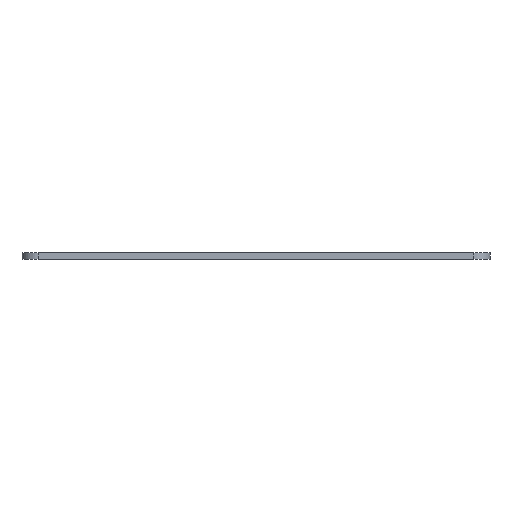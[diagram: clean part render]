
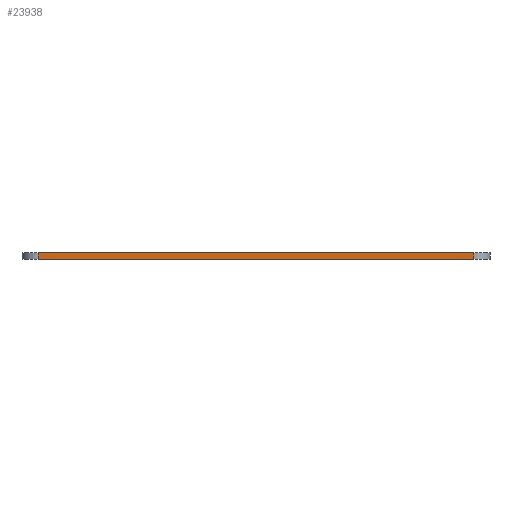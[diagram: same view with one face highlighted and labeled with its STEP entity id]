
A CAD part, left-side view. The second image highlights one B-rep face of the part: STEP entity #23938.
In plain terms, the highlighted planar face has unit normal (-1, 0, 0).
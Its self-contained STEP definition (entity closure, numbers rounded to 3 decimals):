
#83 = PLANE('',#84);
#84 = AXIS2_PLACEMENT_3D('',#85,#86,#87);
#85 = CARTESIAN_POINT('',(119.38,-89.535,1.6));
#86 = DIRECTION('',(-0.,-0.,-1.));
#87 = DIRECTION('',(-1.,0.,0.));
#111 = CYLINDRICAL_SURFACE('',#112,3.81);
#112 = AXIS2_PLACEMENT_3D('',#113,#114,#115);
#113 = CARTESIAN_POINT('',(38.735,-140.335,0.));
#114 = DIRECTION('',(-0.,-0.,-1.));
#115 = DIRECTION('',(1.,0.,-0.));
#137 = PLANE('',#138);
#138 = AXIS2_PLACEMENT_3D('',#139,#140,#141);
#139 = CARTESIAN_POINT('',(119.38,-89.535,0.));
#140 = DIRECTION('',(-0.,-0.,-1.));
#141 = DIRECTION('',(-1.,0.,0.));
#238 = EDGE_CURVE('',#239,#241,#243,.T.);
#239 = VERTEX_POINT('',#240);
#240 = CARTESIAN_POINT('',(34.925,-140.335,0.));
#241 = VERTEX_POINT('',#242);
#242 = CARTESIAN_POINT('',(34.925,-140.335,1.6));
#243 = SURFACE_CURVE('',#244,(#248,#255),.PCURVE_S1.);
#244 = LINE('',#245,#246);
#245 = CARTESIAN_POINT('',(34.925,-140.335,0.));
#246 = VECTOR('',#247,1.);
#247 = DIRECTION('',(0.,0.,1.));
#248 = PCURVE('',#111,#249);
#249 = DEFINITIONAL_REPRESENTATION('',(#250),#254);
#250 = LINE('',#251,#252);
#251 = CARTESIAN_POINT('',(-3.142,0.));
#252 = VECTOR('',#253,1.);
#253 = DIRECTION('',(-0.,-1.));
#254 = ( GEOMETRIC_REPRESENTATION_CONTEXT(2) 
PARAMETRIC_REPRESENTATION_CONTEXT() REPRESENTATION_CONTEXT('2D SPACE',''
  ) );
#255 = PCURVE('',#256,#261);
#256 = PLANE('',#257);
#257 = AXIS2_PLACEMENT_3D('',#258,#259,#260);
#258 = CARTESIAN_POINT('',(34.925,-140.335,0.));
#259 = DIRECTION('',(-1.,0.,0.));
#260 = DIRECTION('',(0.,1.,0.));
#261 = DEFINITIONAL_REPRESENTATION('',(#262),#266);
#262 = LINE('',#263,#264);
#263 = CARTESIAN_POINT('',(0.,0.));
#264 = VECTOR('',#265,1.);
#265 = DIRECTION('',(0.,-1.));
#266 = ( GEOMETRIC_REPRESENTATION_CONTEXT(2) 
PARAMETRIC_REPRESENTATION_CONTEXT() REPRESENTATION_CONTEXT('2D SPACE',''
  ) );
#326 = EDGE_CURVE('',#239,#327,#329,.T.);
#327 = VERTEX_POINT('',#328);
#328 = CARTESIAN_POINT('',(34.925,-38.735,0.));
#329 = SURFACE_CURVE('',#330,(#334,#341),.PCURVE_S1.);
#330 = LINE('',#331,#332);
#331 = CARTESIAN_POINT('',(34.925,-140.335,0.));
#332 = VECTOR('',#333,1.);
#333 = DIRECTION('',(0.,1.,0.));
#334 = PCURVE('',#137,#335);
#335 = DEFINITIONAL_REPRESENTATION('',(#336),#340);
#336 = LINE('',#337,#338);
#337 = CARTESIAN_POINT('',(84.455,-50.8));
#338 = VECTOR('',#339,1.);
#339 = DIRECTION('',(0.,1.));
#340 = ( GEOMETRIC_REPRESENTATION_CONTEXT(2) 
PARAMETRIC_REPRESENTATION_CONTEXT() REPRESENTATION_CONTEXT('2D SPACE',''
  ) );
#341 = PCURVE('',#256,#342);
#342 = DEFINITIONAL_REPRESENTATION('',(#343),#347);
#343 = LINE('',#344,#345);
#344 = CARTESIAN_POINT('',(0.,0.));
#345 = VECTOR('',#346,1.);
#346 = DIRECTION('',(1.,0.));
#347 = ( GEOMETRIC_REPRESENTATION_CONTEXT(2) 
PARAMETRIC_REPRESENTATION_CONTEXT() REPRESENTATION_CONTEXT('2D SPACE',''
  ) );
#370 = CYLINDRICAL_SURFACE('',#371,3.81);
#371 = AXIS2_PLACEMENT_3D('',#372,#373,#374);
#372 = CARTESIAN_POINT('',(38.735,-38.735,0.));
#373 = DIRECTION('',(-0.,-0.,-1.));
#374 = DIRECTION('',(1.,0.,-0.));
#13044 = EDGE_CURVE('',#241,#13045,#13047,.T.);
#13045 = VERTEX_POINT('',#13046);
#13046 = CARTESIAN_POINT('',(34.925,-38.735,1.6));
#13047 = SURFACE_CURVE('',#13048,(#13052,#13059),.PCURVE_S1.);
#13048 = LINE('',#13049,#13050);
#13049 = CARTESIAN_POINT('',(34.925,-140.335,1.6));
#13050 = VECTOR('',#13051,1.);
#13051 = DIRECTION('',(0.,1.,0.));
#13052 = PCURVE('',#83,#13053);
#13053 = DEFINITIONAL_REPRESENTATION('',(#13054),#13058);
#13054 = LINE('',#13055,#13056);
#13055 = CARTESIAN_POINT('',(84.455,-50.8));
#13056 = VECTOR('',#13057,1.);
#13057 = DIRECTION('',(0.,1.));
#13058 = ( GEOMETRIC_REPRESENTATION_CONTEXT(2) 
PARAMETRIC_REPRESENTATION_CONTEXT() REPRESENTATION_CONTEXT('2D SPACE',''
  ) );
#13059 = PCURVE('',#256,#13060);
#13060 = DEFINITIONAL_REPRESENTATION('',(#13061),#13065);
#13061 = LINE('',#13062,#13063);
#13062 = CARTESIAN_POINT('',(0.,-1.6));
#13063 = VECTOR('',#13064,1.);
#13064 = DIRECTION('',(1.,0.));
#13065 = ( GEOMETRIC_REPRESENTATION_CONTEXT(2) 
PARAMETRIC_REPRESENTATION_CONTEXT() REPRESENTATION_CONTEXT('2D SPACE',''
  ) );
#23938 = ADVANCED_FACE('',(#23939),#256,.T.);
#23939 = FACE_BOUND('',#23940,.T.);
#23940 = EDGE_LOOP('',(#23941,#23942,#23943,#23964));
#23941 = ORIENTED_EDGE('',*,*,#238,.T.);
#23942 = ORIENTED_EDGE('',*,*,#13044,.T.);
#23943 = ORIENTED_EDGE('',*,*,#23944,.F.);
#23944 = EDGE_CURVE('',#327,#13045,#23945,.T.);
#23945 = SURFACE_CURVE('',#23946,(#23950,#23957),.PCURVE_S1.);
#23946 = LINE('',#23947,#23948);
#23947 = CARTESIAN_POINT('',(34.925,-38.735,0.));
#23948 = VECTOR('',#23949,1.);
#23949 = DIRECTION('',(0.,0.,1.));
#23950 = PCURVE('',#256,#23951);
#23951 = DEFINITIONAL_REPRESENTATION('',(#23952),#23956);
#23952 = LINE('',#23953,#23954);
#23953 = CARTESIAN_POINT('',(101.6,0.));
#23954 = VECTOR('',#23955,1.);
#23955 = DIRECTION('',(0.,-1.));
#23956 = ( GEOMETRIC_REPRESENTATION_CONTEXT(2) 
PARAMETRIC_REPRESENTATION_CONTEXT() REPRESENTATION_CONTEXT('2D SPACE',''
  ) );
#23957 = PCURVE('',#370,#23958);
#23958 = DEFINITIONAL_REPRESENTATION('',(#23959),#23963);
#23959 = LINE('',#23960,#23961);
#23960 = CARTESIAN_POINT('',(-3.142,0.));
#23961 = VECTOR('',#23962,1.);
#23962 = DIRECTION('',(-0.,-1.));
#23963 = ( GEOMETRIC_REPRESENTATION_CONTEXT(2) 
PARAMETRIC_REPRESENTATION_CONTEXT() REPRESENTATION_CONTEXT('2D SPACE',''
  ) );
#23964 = ORIENTED_EDGE('',*,*,#326,.F.);
